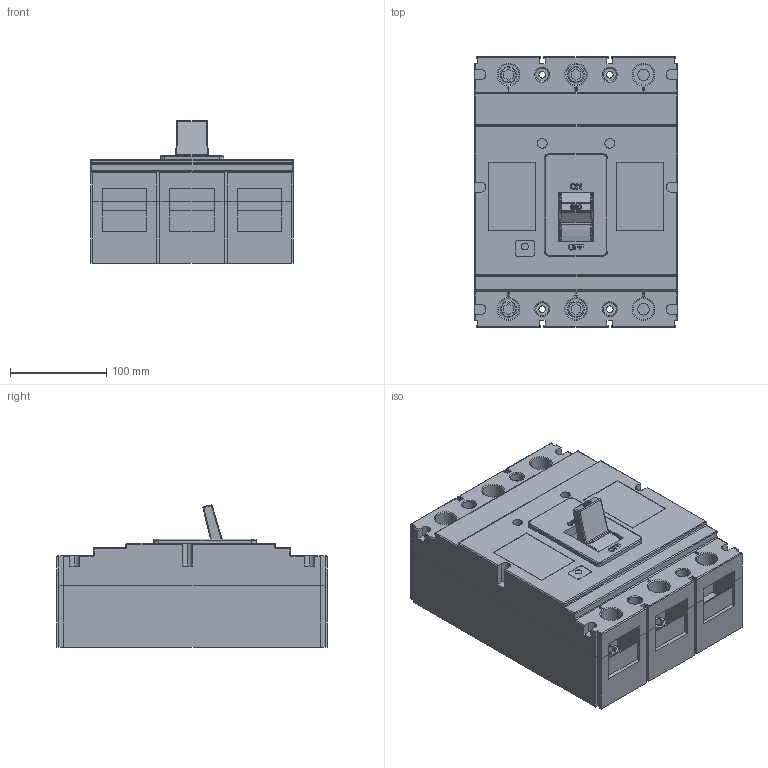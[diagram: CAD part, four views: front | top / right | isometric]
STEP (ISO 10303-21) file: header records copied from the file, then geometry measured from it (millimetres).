
FILE_DESCRIPTION (( 'STEP AP214' ), '1' );
FILE_NAME ('ﾂﾀ-99ﾌ-mccb99-800-800m.STEP', '2020-12-01T14:58:44', ( '' ), ( '' ), 'SwSTEP 2.0', 'SolidWorks 2019', '' );
FILE_SCHEMA (( 'AUTOMOTIVE_DESIGN' ));
Length unit declared in the file: millimetre
Products named in the file (1): ﾂﾀ-99ﾌ-mccb99-800-800m
Bounding box: 210 x 280 x 147.78 mm (x, y, z)
Volume: 5639469.9 mm3; surface area: 405023 mm2
Topology: 8 solids, 8 shells, 588 faces, 1614 edges, 1076 vertices
Faces by surface type: plane 370, cylinder 139, torus 40, bspline 26, sphere 13
Entity records: 22559 total; most frequent: CARTESIAN_POINT 6154, ORIENTED_EDGE 3204, DIRECTION 2931, EDGE_CURVE 1602, LINE 1115, VECTOR 1115, VERTEX_POINT 1074, AXIS2_PLACEMENT_3D 908
